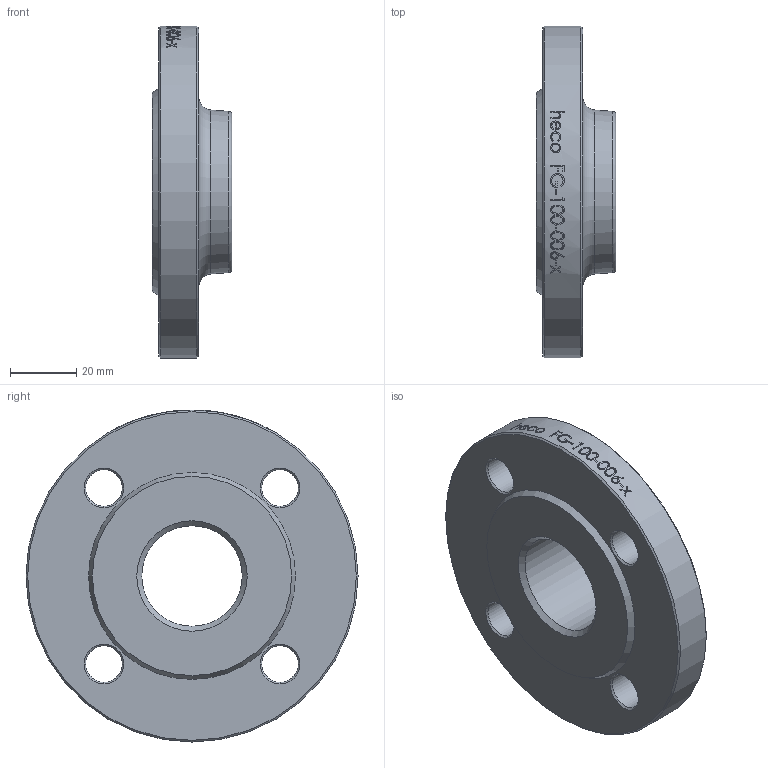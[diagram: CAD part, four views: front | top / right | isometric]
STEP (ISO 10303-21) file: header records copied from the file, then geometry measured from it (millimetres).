
FILE_DESCRIPTION (( 'STEP AP214' ), '1' );
FILE_NAME ('FG-100-006-x Gewindeflansch PN6 2102.STEP', '2021-02-04T09:51:41', ( '' ), ( '' ), 'SwSTEP 2.0', 'SolidWorks 2019', '' );
FILE_SCHEMA (( 'AUTOMOTIVE_DESIGN' ));
Length unit declared in the file: millimetre
Products named in the file (1): FG-100-006-x Gewindeflansch PN6 2102
Bounding box: 24 x 100 x 100 mm (x, y, z)
Volume: 97385.6 mm3; surface area: 22174.4 mm2
Topology: 1 solids, 1 shells, 49 faces, 210 edges, 187 vertices
Faces by surface type: cylinder 29, cone 14, plane 4, torus 2
Full cylindrical faces by diameter (mm): 11 x4, 30.291 x1, 100 x1
Entity records: 5330 total; most frequent: CARTESIAN_POINT 3558, ORIENTED_EDGE 358, DIRECTION 229, VERTEX_POINT 179, EDGE_CURVE 179, EDGE_LOOP 106, B_SPLINE_CURVE_WITH_KNOTS 105, AXIS2_PLACEMENT_3D 105
